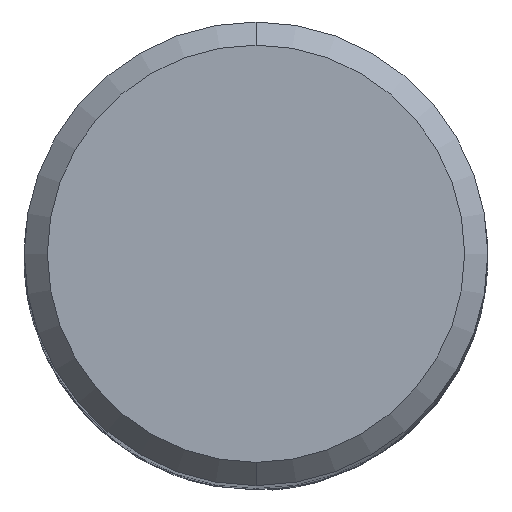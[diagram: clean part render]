
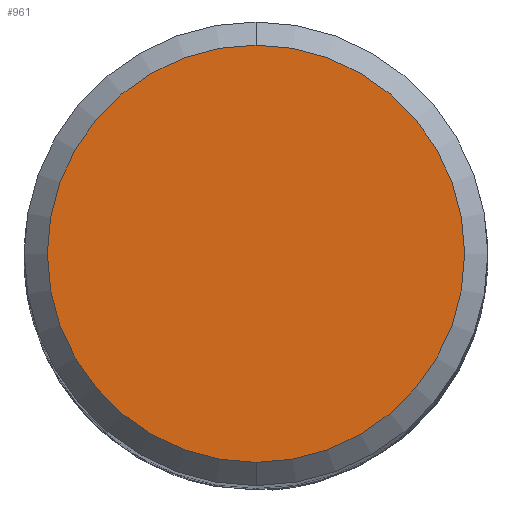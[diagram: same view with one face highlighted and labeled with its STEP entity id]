
A CAD part, top view. The second image highlights one B-rep face of the part: STEP entity #961.
In plain terms, the highlighted planar face has unit normal (0, 0, 1).
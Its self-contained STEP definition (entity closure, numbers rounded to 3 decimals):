
#669=VERTEX_POINT('',#1741);
#825=EDGE_CURVE('',#1587,#669,#1911,.T.);
#961=ADVANCED_FACE('',(#2061),#2062,.T.);
#1497=EDGE_CURVE('',#669,#1587,#2642,.T.);
#1587=VERTEX_POINT('',#2742);
#1741=CARTESIAN_POINT('',(0.,-5.4,0.0));
#1911=CIRCLE('',#4684,5.4);
#2061=FACE_OUTER_BOUND('',#6523,.T.);
#2062=PLANE('',#6524);
#2642=CIRCLE('',#11590,5.4);
#2742=CARTESIAN_POINT('',(0.0,5.4,0.0));
#4684=AXIS2_PLACEMENT_3D('',#12411,#12412,#12413);
#6523=EDGE_LOOP('',(#12592,#12593));
#6524=AXIS2_PLACEMENT_3D('',#12594,#12595,#12596);
#11590=AXIS2_PLACEMENT_3D('',#13136,#13137,#13138);
#12411=CARTESIAN_POINT('',(0.0,0.0,0.0));
#12412=DIRECTION('',(0.0,0.0,-1.0));
#12413=DIRECTION('',(0.0,1.0,0.0));
#12592=ORIENTED_EDGE('',*,*,#825,.F.);
#12593=ORIENTED_EDGE('',*,*,#1497,.F.);
#12594=CARTESIAN_POINT('',(0.0,2.7,0.0));
#12595=DIRECTION('',(-0.0,0.0,1.0));
#12596=DIRECTION('',(0.0,-1.0,0.0));
#13136=CARTESIAN_POINT('',(0.0,0.0,0.0));
#13137=DIRECTION('',(0.0,0.0,-1.0));
#13138=DIRECTION('',(0.0,1.0,0.0));
